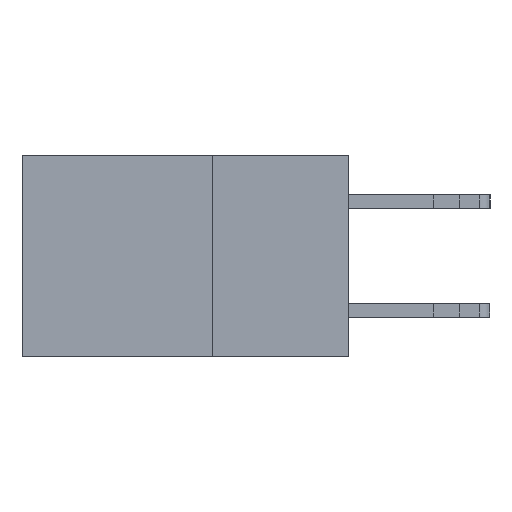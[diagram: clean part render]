
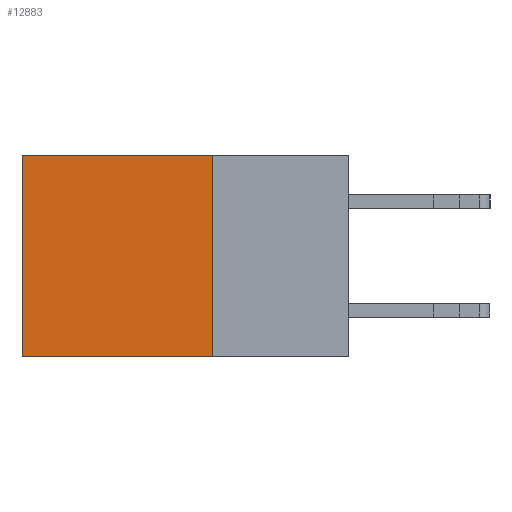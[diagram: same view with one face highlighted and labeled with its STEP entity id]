
A CAD part, left-side view. The second image highlights one B-rep face of the part: STEP entity #12883.
In plain terms, the highlighted planar face has unit normal (-1, 0, 0).
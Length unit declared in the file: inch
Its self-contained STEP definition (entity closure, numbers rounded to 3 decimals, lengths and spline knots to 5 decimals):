
#723 = LINE ( 'NONE', #13269, #12321 ) ;
#1091 = VECTOR ( 'NONE', #6758, 39.37008 ) ;
#1461 = LINE ( 'NONE', #2052, #7169 ) ;
#2052 = CARTESIAN_POINT ( 'NONE',  ( 0.298, 0.25, 0. ) ) ;
#2078 = AXIS2_PLACEMENT_3D ( 'NONE', #10652, #3890, #11764 ) ;
#2160 = ORIENTED_EDGE ( 'NONE', *, *, #12481, .F. ) ;
#3061 = ORIENTED_EDGE ( 'NONE', *, *, #4488, .T. ) ;
#3171 = DIRECTION ( 'NONE',  ( 0., 0., -1. ) ) ;
#3890 = DIRECTION ( 'NONE',  ( 1., 0., 0. ) ) ;
#3935 = EDGE_CURVE ( 'NONE', #6677, #7051, #723, .T. ) ;
#4488 = EDGE_CURVE ( 'NONE', #9898, #6677, #4979, .T. ) ;
#4979 = LINE ( 'NONE', #13325, #7651 ) ;
#5316 = CARTESIAN_POINT ( 'NONE',  ( 0.298, 0.25, 0. ) ) ;
#6083 = CARTESIAN_POINT ( 'NONE',  ( 0.298, 0.6, 0. ) ) ;
#6211 = EDGE_CURVE ( 'NONE', #7678, #7051, #10104, .T. ) ;
#6677 = VERTEX_POINT ( 'NONE', #6083 ) ;
#6758 = DIRECTION ( 'NONE',  ( 0., 1., 0. ) ) ;
#6849 = ORIENTED_EDGE ( 'NONE', *, *, #6211, .F. ) ;
#7051 = VERTEX_POINT ( 'NONE', #10247 ) ;
#7169 = VECTOR ( 'NONE', #3171, 39.37008 ) ;
#7651 = VECTOR ( 'NONE', #13251, 39.37008 ) ;
#7678 = VERTEX_POINT ( 'NONE', #12835 ) ;
#8445 = PLANE ( 'NONE',  #2078 ) ;
#9898 = VERTEX_POINT ( 'NONE', #5316 ) ;
#10104 = LINE ( 'NONE', #12495, #1091 ) ;
#10247 = CARTESIAN_POINT ( 'NONE',  ( 0.298, 0.6, -0.37 ) ) ;
#10652 = CARTESIAN_POINT ( 'NONE',  ( 0.298, 0.25, 0. ) ) ;
#10811 = FACE_OUTER_BOUND ( 'NONE', #12795, .T. ) ;
#11764 = DIRECTION ( 'NONE',  ( 0., 0., -1. ) ) ;
#11967 = ORIENTED_EDGE ( 'NONE', *, *, #3935, .T. ) ;
#12321 = VECTOR ( 'NONE', #13965, 39.37008 ) ;
#12481 = EDGE_CURVE ( 'NONE', #9898, #7678, #1461, .T. ) ;
#12495 = CARTESIAN_POINT ( 'NONE',  ( 0.298, 0.25, -0.37 ) ) ;
#12795 = EDGE_LOOP ( 'NONE', ( #11967, #6849, #2160, #3061 ) ) ;
#12835 = CARTESIAN_POINT ( 'NONE',  ( 0.298, 0.25, -0.37 ) ) ;
#12883 = ADVANCED_FACE ( 'NONE', ( #10811 ), #8445, .F. ) ;
#13251 = DIRECTION ( 'NONE',  ( 0., 1., 0. ) ) ;
#13269 = CARTESIAN_POINT ( 'NONE',  ( 0.298, 0.6, 0. ) ) ;
#13325 = CARTESIAN_POINT ( 'NONE',  ( 0.298, 0.25, 0. ) ) ;
#13965 = DIRECTION ( 'NONE',  ( 0., 0., -1. ) ) ;
